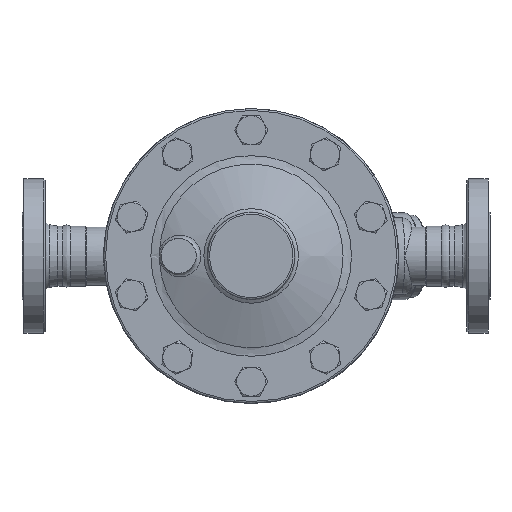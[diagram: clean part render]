
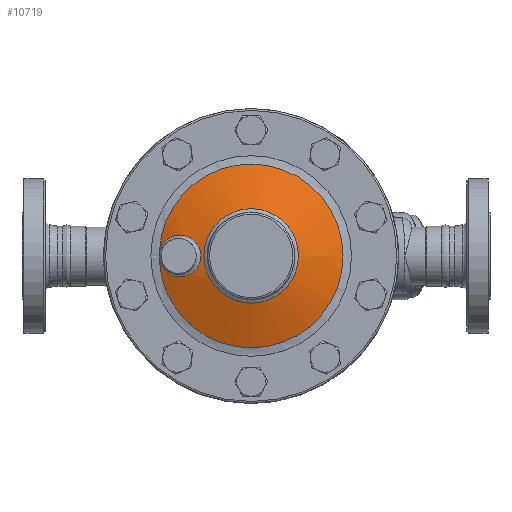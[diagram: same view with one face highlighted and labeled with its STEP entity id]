
A CAD part, top view. The second image highlights one B-rep face of the part: STEP entity #10719.
In plain terms, the highlighted spherical face has radius 218 mm.
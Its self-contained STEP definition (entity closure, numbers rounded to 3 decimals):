
#9474=CARTESIAN_POINT('',(-94.957,3.557,35.));
#9475=VERTEX_POINT('',#9474);
#9491=CARTESIAN_POINT('',(-94.957,-3.557,35.));
#9492=VERTEX_POINT('',#9491);
#9493=CARTESIAN_POINT('',(0.0,0.0,35.0));
#9494=DIRECTION('',(0.0,0.0,-1.0));
#9495=DIRECTION('',(0.0,1.0,0.0));
#9496=AXIS2_PLACEMENT_3D('',#9493,#9494,#9495);
#9497=CIRCLE('',#9496,95.024);
#9498=EDGE_CURVE('',#9475,#9492,#9497,.T.);
#10390=CARTESIAN_POINT('',(-94.957,-3.557,35.));
#10391=CARTESIAN_POINT('',(-94.932,-3.711,35.01));
#10392=CARTESIAN_POINT('',(-94.85,-4.17,35.04));
#10393=CARTESIAN_POINT('',(-94.41,-6.253,35.205));
#10394=CARTESIAN_POINT('',(-93.518,-8.722,35.54));
#10395=CARTESIAN_POINT('',(-92.332,-10.87,35.983));
#10396=CARTESIAN_POINT('',(-91.684,-11.905,36.225));
#10397=CARTESIAN_POINT('',(-91.106,-12.746,36.44));
#10398=CARTESIAN_POINT('',(-90.108,-14.035,36.812));
#10399=CARTESIAN_POINT('',(-89.006,-15.232,37.222));
#10400=CARTESIAN_POINT('',(-87.819,-16.322,37.662));
#10401=CARTESIAN_POINT('',(-87.097,-16.914,37.929));
#10402=CARTESIAN_POINT('',(-86.359,-17.476,38.202));
#10403=CARTESIAN_POINT('',(-85.491,-18.087,38.522));
#10404=CARTESIAN_POINT('',(-83.792,-19.126,39.148));
#10405=CARTESIAN_POINT('',(-81.866,-20.028,39.855));
#10406=CARTESIAN_POINT('',(-80.186,-20.601,40.469));
#10407=CARTESIAN_POINT('',(-79.179,-20.889,40.836));
#10408=CARTESIAN_POINT('',(-77.662,-21.264,41.389));
#10409=CARTESIAN_POINT('',(-75.26,-21.62,42.261));
#10410=CARTESIAN_POINT('',(-72.629,-21.624,43.211));
#10411=CARTESIAN_POINT('',(-70.937,-21.441,43.818));
#10412=CARTESIAN_POINT('',(-69.907,-21.282,44.188));
#10413=CARTESIAN_POINT('',(-68.37,-20.988,44.739));
#10414=CARTESIAN_POINT('',(-65.962,-20.274,45.599));
#10415=CARTESIAN_POINT('',(-63.673,-19.207,46.412));
#10416=CARTESIAN_POINT('',(-62.308,-18.394,46.895));
#10417=CARTESIAN_POINT('',(-61.418,-17.818,47.21));
#10418=CARTESIAN_POINT('',(-60.005,-16.81,47.709));
#10419=CARTESIAN_POINT('',(-58.394,-15.365,48.276));
#10420=CARTESIAN_POINT('',(-56.955,-13.744,48.781));
#10421=CARTESIAN_POINT('',(-55.644,-12.026,49.241));
#10422=CARTESIAN_POINT('',(-54.231,-9.662,49.735));
#10423=CARTESIAN_POINT('',(-53.27,-7.288,50.07));
#10424=CARTESIAN_POINT('',(-52.806,-5.705,50.231));
#10425=CARTESIAN_POINT('',(-52.57,-4.767,50.313));
#10426=CARTESIAN_POINT('',(-52.416,-4.019,50.367));
#10427=CARTESIAN_POINT('',(-52.142,-2.373,50.462));
#10428=CARTESIAN_POINT('',(-51.959,0.004,50.526));
#10429=CARTESIAN_POINT('',(-52.151,2.486,50.459));
#10430=CARTESIAN_POINT('',(-52.533,4.676,50.326));
#10431=CARTESIAN_POINT('',(-52.948,6.297,50.182));
#10432=CARTESIAN_POINT('',(-53.536,7.924,49.977));
#10433=CARTESIAN_POINT('',(-53.973,8.933,49.825));
#10434=CARTESIAN_POINT('',(-54.445,9.919,49.66));
#10435=CARTESIAN_POINT('',(-55.001,10.94,49.465));
#10436=CARTESIAN_POINT('',(-55.588,11.865,49.26));
#10437=CARTESIAN_POINT('',(-56.287,12.878,49.016));
#10438=CARTESIAN_POINT('',(-57.04,13.849,48.751));
#10439=CARTESIAN_POINT('',(-58.499,15.458,48.239));
#10440=CARTESIAN_POINT('',(-60.19,16.977,47.644));
#10441=CARTESIAN_POINT('',(-61.958,18.193,47.019));
#10442=CARTESIAN_POINT('',(-63.494,19.089,46.475));
#10443=CARTESIAN_POINT('',(-65.643,20.152,45.712));
#10444=CARTESIAN_POINT('',(-67.7,20.817,44.979));
#10445=CARTESIAN_POINT('',(-69.327,21.168,44.396));
#10446=CARTESIAN_POINT('',(-70.358,21.371,44.027));
#10447=CARTESIAN_POINT('',(-71.86,21.56,43.487));
#10448=CARTESIAN_POINT('',(-73.696,21.623,42.825));
#10449=CARTESIAN_POINT('',(-75.261,21.562,42.26));
#10450=CARTESIAN_POINT('',(-76.811,21.39,41.698));
#10451=CARTESIAN_POINT('',(-78.874,21.008,40.948));
#10452=CARTESIAN_POINT('',(-80.895,20.4,40.21));
#10453=CARTESIAN_POINT('',(-82.836,19.574,39.499));
#10454=CARTESIAN_POINT('',(-84.704,18.613,38.812));
#10455=CARTESIAN_POINT('',(-86.707,17.288,38.074));
#10456=CARTESIAN_POINT('',(-88.507,15.724,37.407));
#10457=CARTESIAN_POINT('',(-89.624,14.561,36.992));
#10458=CARTESIAN_POINT('',(-90.672,13.338,36.602));
#10459=CARTESIAN_POINT('',(-91.818,11.773,36.175));
#10460=CARTESIAN_POINT('',(-92.889,9.895,35.775));
#10461=CARTESIAN_POINT('',(-93.568,8.393,35.521));
#10462=CARTESIAN_POINT('',(-94.159,6.861,35.3));
#10463=CARTESIAN_POINT('',(-94.621,5.312,35.126));
#10464=CARTESIAN_POINT('',(-94.879,4.026,35.029));
#10465=CARTESIAN_POINT('',(-94.957,3.557,35.));
#10466=B_SPLINE_CURVE_WITH_KNOTS('',3,(#10390,#10391,#10392,#10393,#10394,#10395,#10396,#10397,#10398,#10399,#10400,#10401,#10402,#10403,#10404,#10405,#10406,#10407,#10408,#10409,#10410,#10411,#10412,#10413,#10414,#10415,#10416,#10417,#10418,#10419,#10420,#10421,#10422,#10423,#10424,#10425,#10426,#10427,#10428,#10429,#10430,#10431,#10432,#10433,#10434,#10435,#10436,#10437,#10438,#10439,#10440,#10441,#10442,#10443,#10444,#10445,#10446,#10447,#10448,#10449,#10450,#10451,#10452,#10453,#10454,#10455,#10456,#10457,#10458,#10459,#10460,#10461,#10462,#10463,#10464,#10465),.UNSPECIFIED.,.F.,.U.,(4,1,1,1,1,1,1,1,1,1,1,1,1,1,1,1,1,1,1,1,1,1,1,1,1,1,1,1,1,1,1,1,1,1,1,1,1,1,1,1,1,1,1,1,1,1,1,1,1,1,1,1,1,1,1,1,1,1,1,1,1,1,1,1,1,1,1,1,1,1,1,1,1,4),(-10.92,-10.882,-10.807,-10.407,-10.257,-10.207,-10.107,-10.006,-9.806,-9.706,-9.606,-9.573,-9.473,-9.339,-9.073,-8.939,-8.889,-8.806,-8.539,-8.272,-8.139,-8.105,-8.005,-7.738,-7.472,-7.371,-7.338,-7.205,-6.938,-6.804,-6.671,-6.404,-6.137,-6.054,-6.004,-5.904,-5.87,-5.604,-5.337,-5.27,-5.07,-4.937,-4.853,-4.803,-4.67,-4.57,-4.536,-4.369,-4.269,-4.003,-3.802,-3.736,-3.558,-3.202,-3.185,-3.135,-2.935,-2.802,-2.668,-2.535,-2.402,-2.135,-2.001,-1.868,-1.601,-1.401,-1.276,-1.201,-1.001,-0.801,-0.675,-0.6,-0.4,-0.286),.UNSPECIFIED.);
#10467=EDGE_CURVE('',#9492,#9475,#10466,.T.);
#10695=CARTESIAN_POINT('',(48.879,0.,51.25));
#10696=VERTEX_POINT('',#10695);
#10697=CARTESIAN_POINT('',(0.0,0.0,51.25));
#10698=DIRECTION('',(0.0,0.0,1.0));
#10699=DIRECTION('',(-1.0,0.0,0.0));
#10700=AXIS2_PLACEMENT_3D('',#10697,#10698,#10699);
#10701=CIRCLE('',#10700,48.879);
#10702=EDGE_CURVE('',#10696,#10696,#10701,.T.);
#10707=CARTESIAN_POINT('',(0.0,0.0,-161.2));
#10708=DIRECTION('',(0.0,0.0,1.0));
#10709=DIRECTION('',(1.0,0.0,0.0));
#10710=AXIS2_PLACEMENT_3D('',#10707,#10708,#10709);
#10711=SPHERICAL_SURFACE('',#10710,218.);
#10712=ORIENTED_EDGE('',*,*,#9498,.F.);
#10713=ORIENTED_EDGE('',*,*,#10467,.F.);
#10714=EDGE_LOOP('',(#10712,#10713));
#10715=FACE_OUTER_BOUND('',#10714,.T.);
#10716=ORIENTED_EDGE('',*,*,#10702,.F.);
#10717=EDGE_LOOP('',(#10716));
#10718=FACE_BOUND('',#10717,.T.);
#10719=ADVANCED_FACE('',(#10715,#10718),#10711,.T.);
